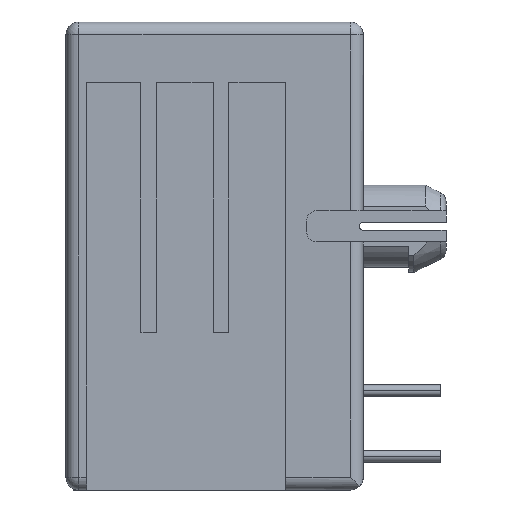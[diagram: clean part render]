
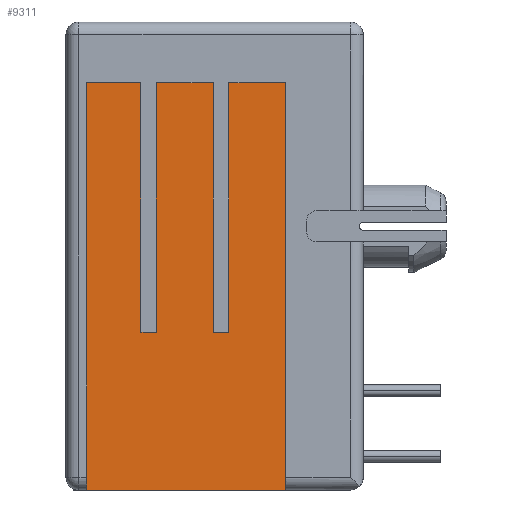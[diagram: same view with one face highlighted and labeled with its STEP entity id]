
A CAD part, left-side view. The second image highlights one B-rep face of the part: STEP entity #9311.
In plain terms, the highlighted planar face has unit normal (-1, 0, 0).
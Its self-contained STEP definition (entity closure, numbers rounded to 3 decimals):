
#319=DIRECTION('',(0.,1.,0.));
#320=VECTOR('',#319,7.7);
#321=CARTESIAN_POINT('',(-6.725,-2.75,-18.1));
#322=LINE('',#321,#320);
#3745=DIRECTION('',(0.,0.,-1.));
#3746=VECTOR('',#3745,15.75);
#3747=CARTESIAN_POINT('',(-6.725,4.95,-2.35));
#3748=LINE('',#3747,#3746);
#3749=DIRECTION('',(0.,1.,0.));
#3750=VECTOR('',#3749,2.1);
#3751=CARTESIAN_POINT('',(-6.725,2.85,-2.35));
#3752=LINE('',#3751,#3750);
#3753=DIRECTION('',(0.,0.,1.));
#3754=VECTOR('',#3753,9.65);
#3755=CARTESIAN_POINT('',(-6.725,2.85,-12.));
#3756=LINE('',#3755,#3754);
#3757=DIRECTION('',(0.,1.,0.));
#3758=VECTOR('',#3757,0.6);
#3759=CARTESIAN_POINT('',(-6.725,2.25,-12.));
#3760=LINE('',#3759,#3758);
#3761=DIRECTION('',(0.,0.,-1.));
#3762=VECTOR('',#3761,9.65);
#3763=CARTESIAN_POINT('',(-6.725,2.25,-2.35));
#3764=LINE('',#3763,#3762);
#3765=DIRECTION('',(0.,1.,0.));
#3766=VECTOR('',#3765,2.2);
#3767=CARTESIAN_POINT('',(-6.725,0.05,-2.35));
#3768=LINE('',#3767,#3766);
#3769=DIRECTION('',(0.,0.,1.));
#3770=VECTOR('',#3769,9.65);
#3771=CARTESIAN_POINT('',(-6.725,0.05,-12.));
#3772=LINE('',#3771,#3770);
#3773=DIRECTION('',(0.,1.,0.));
#3774=VECTOR('',#3773,0.6);
#3775=CARTESIAN_POINT('',(-6.725,-0.55,-12.));
#3776=LINE('',#3775,#3774);
#3777=DIRECTION('',(0.,0.,-1.));
#3778=VECTOR('',#3777,9.65);
#3779=CARTESIAN_POINT('',(-6.725,-0.55,-2.35));
#3780=LINE('',#3779,#3778);
#3781=DIRECTION('',(0.,1.,0.));
#3782=VECTOR('',#3781,2.2);
#3783=CARTESIAN_POINT('',(-6.725,-2.75,-2.35));
#3784=LINE('',#3783,#3782);
#3785=DIRECTION('',(0.,0.,1.));
#3786=VECTOR('',#3785,15.75);
#3787=CARTESIAN_POINT('',(-6.725,-2.75,-18.1));
#3788=LINE('',#3787,#3786);
#4021=CARTESIAN_POINT('',(-6.725,-2.75,-2.35));
#4022=CARTESIAN_POINT('',(-6.725,-0.55,-2.35));
#4023=VERTEX_POINT('',#4021);
#4024=VERTEX_POINT('',#4022);
#4025=CARTESIAN_POINT('',(-6.725,-0.55,-12.));
#4026=VERTEX_POINT('',#4025);
#4027=CARTESIAN_POINT('',(-6.725,0.05,-12.));
#4028=VERTEX_POINT('',#4027);
#4029=CARTESIAN_POINT('',(-6.725,0.05,-2.35));
#4030=VERTEX_POINT('',#4029);
#4031=CARTESIAN_POINT('',(-6.725,2.25,-2.35));
#4032=VERTEX_POINT('',#4031);
#4033=CARTESIAN_POINT('',(-6.725,2.25,-12.));
#4034=VERTEX_POINT('',#4033);
#4035=CARTESIAN_POINT('',(-6.725,2.85,-12.));
#4036=VERTEX_POINT('',#4035);
#4037=CARTESIAN_POINT('',(-6.725,2.85,-2.35));
#4038=VERTEX_POINT('',#4037);
#4039=CARTESIAN_POINT('',(-6.725,4.95,-2.35));
#4040=VERTEX_POINT('',#4039);
#4061=CARTESIAN_POINT('',(-6.725,-2.75,-18.1));
#4062=CARTESIAN_POINT('',(-6.725,4.95,-18.1));
#4063=VERTEX_POINT('',#4061);
#4064=VERTEX_POINT('',#4062);
#9292=CARTESIAN_POINT('',(-6.725,-4.95,-18.1));
#9293=DIRECTION('',(-1.,0.,0.));
#9294=DIRECTION('',(0.,1.,0.));
#9295=AXIS2_PLACEMENT_3D('',#9292,#9293,#9294);
#9296=PLANE('',#9295);
#9297=ORIENTED_EDGE('',*,*,#5031,.T.);
#9298=ORIENTED_EDGE('',*,*,#4827,.F.);
#9299=ORIENTED_EDGE('',*,*,#4842,.F.);
#9300=ORIENTED_EDGE('',*,*,#4856,.F.);
#9301=ORIENTED_EDGE('',*,*,#4870,.F.);
#9302=ORIENTED_EDGE('',*,*,#4884,.F.);
#9303=ORIENTED_EDGE('',*,*,#4898,.F.);
#9304=ORIENTED_EDGE('',*,*,#4912,.F.);
#9305=ORIENTED_EDGE('',*,*,#4926,.F.);
#9306=ORIENTED_EDGE('',*,*,#4940,.F.);
#9307=ORIENTED_EDGE('',*,*,#4954,.F.);
#9308=ORIENTED_EDGE('',*,*,#4969,.F.);
#9309=EDGE_LOOP('',(#9297,#9298,#9299,#9300,#9301,#9302,#9303,#9304,#9305,#9306,
#9307,#9308));
#9310=FACE_OUTER_BOUND('',#9309,.F.);
#9311=ADVANCED_FACE('',(#9310),#9296,.T.);
#4827=EDGE_CURVE('',#4040,#4064,#3748,.T.);
#4842=EDGE_CURVE('',#4038,#4040,#3752,.T.);
#4856=EDGE_CURVE('',#4036,#4038,#3756,.T.);
#4870=EDGE_CURVE('',#4034,#4036,#3760,.T.);
#4884=EDGE_CURVE('',#4032,#4034,#3764,.T.);
#4898=EDGE_CURVE('',#4030,#4032,#3768,.T.);
#4912=EDGE_CURVE('',#4028,#4030,#3772,.T.);
#4926=EDGE_CURVE('',#4026,#4028,#3776,.T.);
#4940=EDGE_CURVE('',#4024,#4026,#3780,.T.);
#4954=EDGE_CURVE('',#4023,#4024,#3784,.T.);
#4969=EDGE_CURVE('',#4063,#4023,#3788,.T.);
#5031=EDGE_CURVE('',#4063,#4064,#322,.T.);
